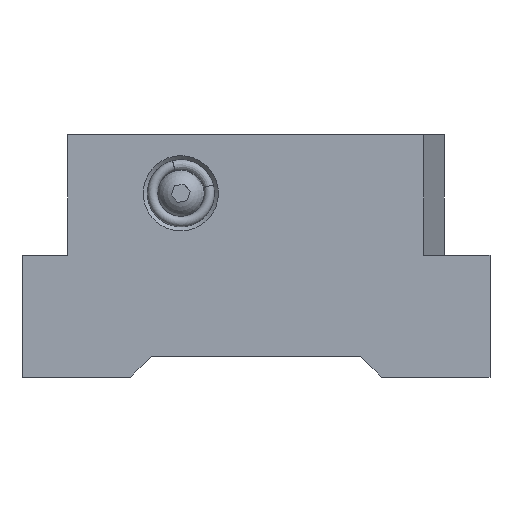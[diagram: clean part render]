
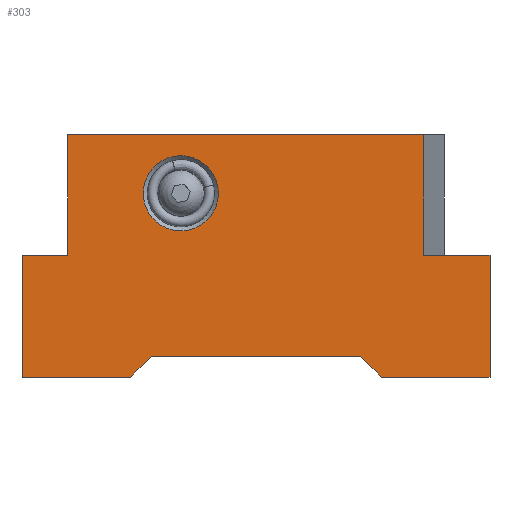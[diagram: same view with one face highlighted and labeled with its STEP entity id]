
A CAD part, front view. The second image highlights one B-rep face of the part: STEP entity #303.
In plain terms, the highlighted planar face has unit normal (0, -1, 0).
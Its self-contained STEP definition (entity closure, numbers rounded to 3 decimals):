
#303 = ADVANCED_FACE( '', ( #710, #711 ), #712, .F. );
#710 = FACE_BOUND( '', #1356, .T. );
#711 = FACE_OUTER_BOUND( '', #1357, .T. );
#712 = PLANE( '', #1358 );
#1356 = EDGE_LOOP( '', ( #3582 ) );
#1357 = EDGE_LOOP( '', ( #3583, #3584, #3585, #3586, #3587, #3588, #3589, #3590, #3591, #3592, #3593, #3594 ) );
#1358 = AXIS2_PLACEMENT_3D( '', #3595, #3596, #3597 );
#3582 = ORIENTED_EDGE( '', *, *, #4610, .T. );
#3583 = ORIENTED_EDGE( '', *, *, #4611, .F. );
#3584 = ORIENTED_EDGE( '', *, *, #4612, .T. );
#3585 = ORIENTED_EDGE( '', *, *, #4613, .T. );
#3586 = ORIENTED_EDGE( '', *, *, #4614, .F. );
#3587 = ORIENTED_EDGE( '', *, *, #4615, .F. );
#3588 = ORIENTED_EDGE( '', *, *, #4616, .T. );
#3589 = ORIENTED_EDGE( '', *, *, #4617, .T. );
#3590 = ORIENTED_EDGE( '', *, *, #4618, .F. );
#3591 = ORIENTED_EDGE( '', *, *, #4599, .F. );
#3592 = ORIENTED_EDGE( '', *, *, #4619, .F. );
#3593 = ORIENTED_EDGE( '', *, *, #4578, .T. );
#3594 = ORIENTED_EDGE( '', *, *, #4620, .T. );
#3595 = CARTESIAN_POINT( '', ( -28., -7., 14.4 ) );
#3596 = DIRECTION( '', ( 0., 1., 0. ) );
#3597 = DIRECTION( '', ( 0., 0., 1. ) );
#4578 = EDGE_CURVE( '', #4977, #4978, #4979, .T. );
#4599 = EDGE_CURVE( '', #5012, #5014, #5015, .T. );
#4610 = EDGE_CURVE( '', #5033, #5033, #5034, .T. );
#4611 = EDGE_CURVE( '', #5035, #5036, #5037, .T. );
#4612 = EDGE_CURVE( '', #5035, #5038, #5039, .T. );
#4613 = EDGE_CURVE( '', #5038, #5040, #5041, .T. );
#4614 = EDGE_CURVE( '', #5042, #5040, #5043, .T. );
#4615 = EDGE_CURVE( '', #5044, #5042, #5045, .T. );
#4616 = EDGE_CURVE( '', #5044, #5046, #5047, .T. );
#4617 = EDGE_CURVE( '', #5046, #5048, #5049, .T. );
#4618 = EDGE_CURVE( '', #5014, #5048, #5050, .T. );
#4619 = EDGE_CURVE( '', #4977, #5012, #5051, .T. );
#4620 = EDGE_CURVE( '', #4978, #5036, #5052, .T. );
#4977 = VERTEX_POINT( '', #5547 );
#4978 = VERTEX_POINT( '', #5548 );
#4979 = LINE( '', #5549, #5550 );
#5012 = VERTEX_POINT( '', #5587 );
#5014 = VERTEX_POINT( '', #5590 );
#5015 = LINE( '', #5591, #5592 );
#5033 = VERTEX_POINT( '', #5611 );
#5034 = CIRCLE( '', #5612, 4.5 );
#5035 = VERTEX_POINT( '', #5613 );
#5036 = VERTEX_POINT( '', #5614 );
#5037 = LINE( '', #5615, #5616 );
#5038 = VERTEX_POINT( '', #5617 );
#5039 = LINE( '', #5618, #5619 );
#5040 = VERTEX_POINT( '', #5620 );
#5041 = LINE( '', #5621, #5622 );
#5042 = VERTEX_POINT( '', #5623 );
#5043 = LINE( '', #5624, #5625 );
#5044 = VERTEX_POINT( '', #5626 );
#5045 = LINE( '', #5627, #5628 );
#5046 = VERTEX_POINT( '', #5629 );
#5047 = LINE( '', #5630, #5631 );
#5048 = VERTEX_POINT( '', #5632 );
#5049 = LINE( '', #5633, #5634 );
#5050 = LINE( '', #5635, #5636 );
#5051 = LINE( '', #5637, #5638 );
#5052 = LINE( '', #5639, #5640 );
#5547 = CARTESIAN_POINT( '', ( 15., -7., -14.6 ) );
#5548 = CARTESIAN_POINT( '', ( 28., -7., -14.6 ) );
#5549 = CARTESIAN_POINT( '', ( -28., -7., -14.6 ) );
#5550 = VECTOR( '', #6270, 1000. );
#5587 = CARTESIAN_POINT( '', ( 12.5, -7., -12.1 ) );
#5590 = CARTESIAN_POINT( '', ( -12.5, -7., -12.1 ) );
#5591 = CARTESIAN_POINT( '', ( -12.5, -7., -12.1 ) );
#5592 = VECTOR( '', #6303, 1000. );
#5611 = CARTESIAN_POINT( '', ( -9., -7., 11.9 ) );
#5612 = AXIS2_PLACEMENT_3D( '', #6326, #6327, #6328 );
#5613 = CARTESIAN_POINT( '', ( 20.088, -7., 0. ) );
#5614 = CARTESIAN_POINT( '', ( 28., -7., 0. ) );
#5615 = CARTESIAN_POINT( '', ( 22.5, -7., 0. ) );
#5616 = VECTOR( '', #6329, 1000. );
#5617 = CARTESIAN_POINT( '', ( 20.088, -7., 14.4 ) );
#5618 = CARTESIAN_POINT( '', ( 20.088, -7., 0. ) );
#5619 = VECTOR( '', #6330, 1000. );
#5620 = CARTESIAN_POINT( '', ( -22.5, -7., 14.4 ) );
#5621 = CARTESIAN_POINT( '', ( 28., -7., 14.4 ) );
#5622 = VECTOR( '', #6331, 1000. );
#5623 = CARTESIAN_POINT( '', ( -22.5, -7., 0. ) );
#5624 = CARTESIAN_POINT( '', ( -22.5, -7., 0. ) );
#5625 = VECTOR( '', #6332, 1000. );
#5626 = CARTESIAN_POINT( '', ( -28., -7., 0. ) );
#5627 = CARTESIAN_POINT( '', ( -28., -7., 0. ) );
#5628 = VECTOR( '', #6333, 1000. );
#5629 = CARTESIAN_POINT( '', ( -28., -7., -14.6 ) );
#5630 = CARTESIAN_POINT( '', ( -28., -7., 14.4 ) );
#5631 = VECTOR( '', #6334, 1000. );
#5632 = CARTESIAN_POINT( '', ( -15., -7., -14.6 ) );
#5633 = CARTESIAN_POINT( '', ( -28., -7., -14.6 ) );
#5634 = VECTOR( '', #6335, 1000. );
#5635 = CARTESIAN_POINT( '', ( -15., -7., -14.6 ) );
#5636 = VECTOR( '', #6336, 1000. );
#5637 = CARTESIAN_POINT( '', ( 15., -7., -14.6 ) );
#5638 = VECTOR( '', #6337, 1000. );
#5639 = CARTESIAN_POINT( '', ( 28., -7., -14.6 ) );
#5640 = VECTOR( '', #6338, 1000. );
#6270 = DIRECTION( '', ( 1., 0., 0. ) );
#6303 = DIRECTION( '', ( -1., 0., 0. ) );
#6326 = CARTESIAN_POINT( '', ( -9., -7., 7.4 ) );
#6327 = DIRECTION( '', ( 0., 1., 0. ) );
#6328 = DIRECTION( '', ( 0., 0., 1. ) );
#6329 = DIRECTION( '', ( 1., 0., 0. ) );
#6330 = DIRECTION( '', ( 0., 0., 1. ) );
#6331 = DIRECTION( '', ( -1., 0., 0. ) );
#6332 = DIRECTION( '', ( 0., 0., 1. ) );
#6333 = DIRECTION( '', ( 1., 0., 0. ) );
#6334 = DIRECTION( '', ( 0., 0., -1. ) );
#6335 = DIRECTION( '', ( 1., 0., 0. ) );
#6336 = DIRECTION( '', ( -0.707, 0., -0.707 ) );
#6337 = DIRECTION( '', ( -0.707, 0., 0.707 ) );
#6338 = DIRECTION( '', ( 0., 0., 1. ) );
